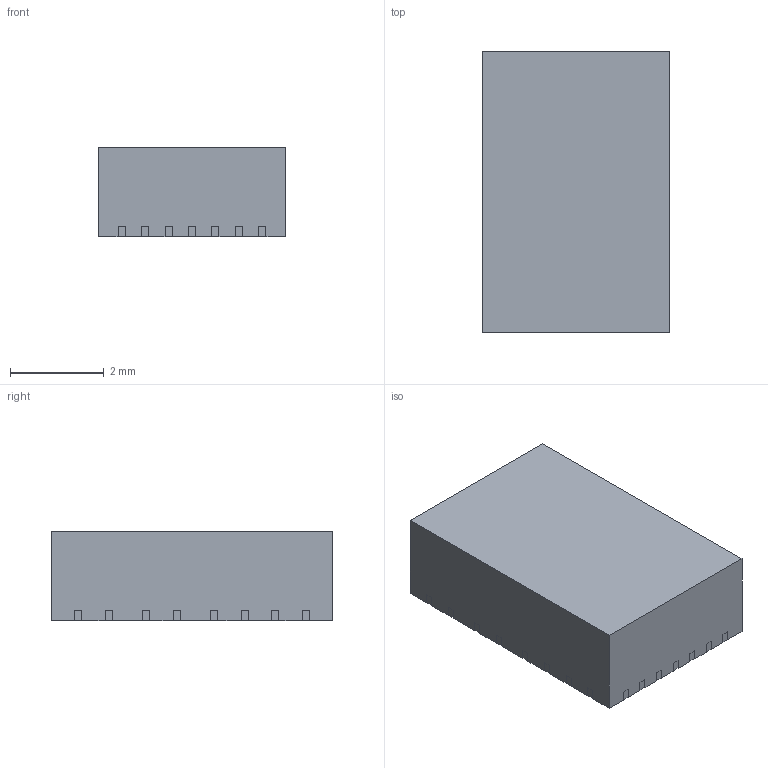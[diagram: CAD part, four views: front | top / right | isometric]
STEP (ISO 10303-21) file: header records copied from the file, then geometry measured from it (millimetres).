
FILE_DESCRIPTION((''),'2;1');
FILE_NAME('RDH0030A_ASM','2020-09-02T07:57:10',('a0412086'),(''),'CREO PARAMETRIC BY PTC INC, 2018500','CREO PARAMETRIC BY PTC INC, 2018500','');
FILE_SCHEMA(('CONFIG_CONTROL_DESIGN','SHAPE_APPEARANCE_LAYERS_GROUPS'));
Length unit declared in the file: millimetre
Products named in the file (3): MOLD; FRAME; RDH0030A_ASM
Assembly tree (2 placements, depth 2):
  RDH0030A_ASM
    MOLD
    FRAME
Bounding box: 4 x 6 x 1.9 mm (x, y, z)
Volume: 45.5 mm3; surface area: 128 mm2
Topology: 31 solids, 31 shells, 826 faces, 2280 edges, 1520 vertices
Faces by surface type: plane 508, cylinder 318
Entity records: 33718 total; most frequent: CARTESIAN_POINT 4631, DIRECTION 4578, ORIENTED_EDGE 4560, PRESENTATION_STYLE_ASSIGNMENT 2341, STYLED_ITEM 2311, CURVE_STYLE 2280, EDGE_CURVE 2280, VECTOR 1644
